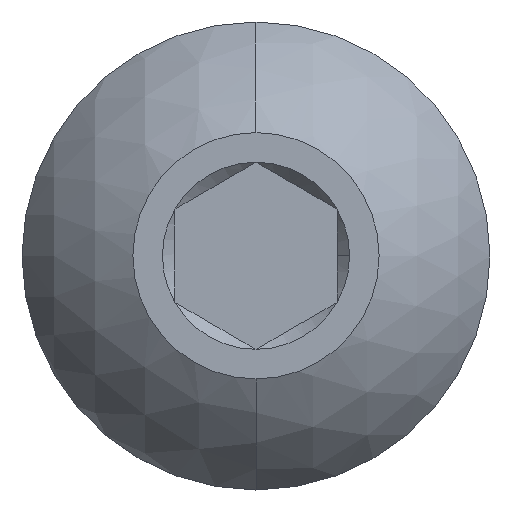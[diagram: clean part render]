
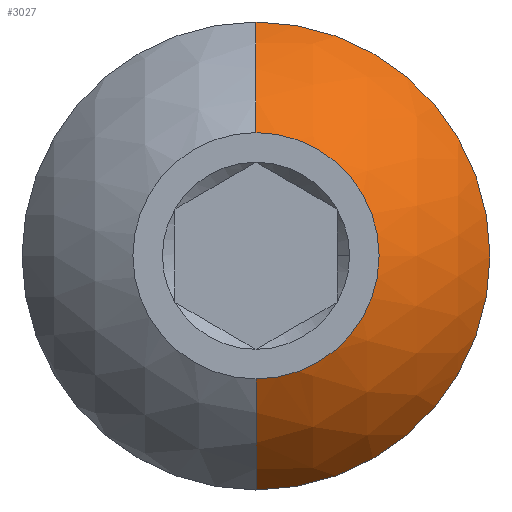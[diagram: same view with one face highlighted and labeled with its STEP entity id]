
A CAD part, top view. The second image highlights one B-rep face of the part: STEP entity #3027.
In plain terms, the highlighted spherical face has radius 5.172 mm.
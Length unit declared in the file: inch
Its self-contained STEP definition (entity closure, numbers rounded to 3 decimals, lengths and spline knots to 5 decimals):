
#225 = DIRECTION ( 'NONE',  ( 1., 0., 0. ) ) ;
#909 = AXIS2_PLACEMENT_3D ( 'NONE', #19281, #3890, #38571 ) ;
#2222 = DIRECTION ( 'NONE',  ( 0., -1., 0. ) ) ;
#3027 = ADVANCED_FACE ( 'NONE', ( #23960 ), #10847, .T. ) ;
#3259 = CIRCLE ( 'NONE', #38656, 0.1805 ) ;
#3369 = AXIS2_PLACEMENT_3D ( 'NONE', #13501, #38749, #16573 ) ;
#3890 = DIRECTION ( 'NONE',  ( 0., 0., 1. ) ) ;
#4162 = ORIENTED_EDGE ( 'NONE', *, *, #6078, .F. ) ;
#6078 = EDGE_CURVE ( 'NONE', #17591, #37829, #28959, .T. ) ;
#7206 = CARTESIAN_POINT ( 'NONE',  ( 0., 0., -0.18011 ) ) ;
#7630 = DIRECTION ( 'NONE',  ( 1., 0., 0. ) ) ;
#7859 = ORIENTED_EDGE ( 'NONE', *, *, #31305, .F. ) ;
#7957 = AXIS2_PLACEMENT_3D ( 'NONE', #7977, #13942, #2222 ) ;
#7977 = CARTESIAN_POINT ( 'NONE',  ( 0., 0., -0.18011 ) ) ;
#8451 = DIRECTION ( 'NONE',  ( 0., -1., 0. ) ) ;
#8791 = ORIENTED_EDGE ( 'NONE', *, *, #15293, .T. ) ;
#10065 = CIRCLE ( 'NONE', #909, 0.1805 ) ;
#10847 = SPHERICAL_SURFACE ( 'NONE', #7957, 0.20363 ) ;
#12081 = EDGE_CURVE ( 'NONE', #20578, #37829, #20295, .T. ) ;
#13085 = CARTESIAN_POINT ( 'NONE',  ( 0., -0.1805, -0.08585 ) ) ;
#13501 = CARTESIAN_POINT ( 'NONE',  ( 0., 0., 0. ) ) ;
#13659 = CARTESIAN_POINT ( 'NONE',  ( 0., 0., -0.18011 ) ) ;
#13942 = DIRECTION ( 'NONE',  ( 1., 0., 0. ) ) ;
#15293 = EDGE_CURVE ( 'NONE', #26557, #20578, #3259, .T. ) ;
#16573 = DIRECTION ( 'NONE',  ( 1., 0., 0. ) ) ;
#17591 = VERTEX_POINT ( 'NONE', #20407 ) ;
#17737 = EDGE_LOOP ( 'NONE', ( #23298, #8791, #22099, #4162, #7859 ) ) ;
#18468 = CARTESIAN_POINT ( 'NONE',  ( 0.1805, 0., -0.08585 ) ) ;
#18905 = DIRECTION ( 'NONE',  ( 0., 0., 1. ) ) ;
#19281 = CARTESIAN_POINT ( 'NONE',  ( 0., 0., -0.08585 ) ) ;
#20154 = DIRECTION ( 'NONE',  ( 0., 1., 0. ) ) ;
#20295 = CIRCLE ( 'NONE', #22198, 0.20363 ) ;
#20407 = CARTESIAN_POINT ( 'NONE',  ( 0., -0.095, 0. ) ) ;
#20578 = VERTEX_POINT ( 'NONE', #39524 ) ;
#20607 = AXIS2_PLACEMENT_3D ( 'NONE', #13659, #39688, #8451 ) ;
#22099 = ORIENTED_EDGE ( 'NONE', *, *, #12081, .T. ) ;
#22198 = AXIS2_PLACEMENT_3D ( 'NONE', #7206, #7630, #20154 ) ;
#22936 = CARTESIAN_POINT ( 'NONE',  ( 0., 0., -0.08585 ) ) ;
#23298 = ORIENTED_EDGE ( 'NONE', *, *, #35603, .T. ) ;
#23960 = FACE_OUTER_BOUND ( 'NONE', #17737, .T. ) ;
#26557 = VERTEX_POINT ( 'NONE', #18468 ) ;
#26941 = VERTEX_POINT ( 'NONE', #13085 ) ;
#28959 = CIRCLE ( 'NONE', #3369, 0.095 ) ;
#31305 = EDGE_CURVE ( 'NONE', #26941, #17591, #38993, .T. ) ;
#34004 = CARTESIAN_POINT ( 'NONE',  ( 0., 0.095, 0. ) ) ;
#35603 = EDGE_CURVE ( 'NONE', #26941, #26557, #10065, .T. ) ;
#37829 = VERTEX_POINT ( 'NONE', #34004 ) ;
#38571 = DIRECTION ( 'NONE',  ( 1., 0., 0. ) ) ;
#38656 = AXIS2_PLACEMENT_3D ( 'NONE', #22936, #18905, #225 ) ;
#38749 = DIRECTION ( 'NONE',  ( 0., 0., 1. ) ) ;
#38993 = CIRCLE ( 'NONE', #20607, 0.20363 ) ;
#39524 = CARTESIAN_POINT ( 'NONE',  ( 0., 0.1805, -0.08585 ) ) ;
#39688 = DIRECTION ( 'NONE',  ( -1., 0., 0. ) ) ;
